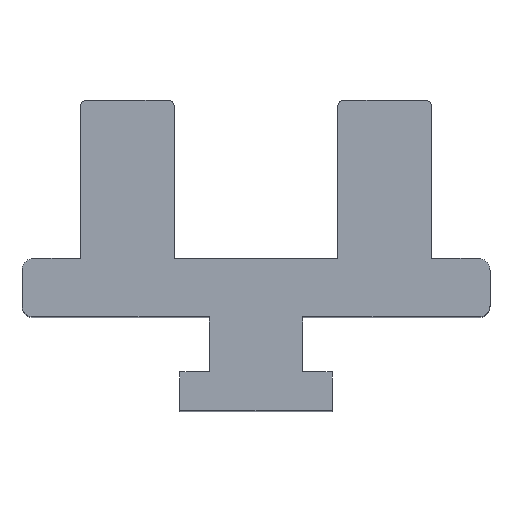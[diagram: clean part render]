
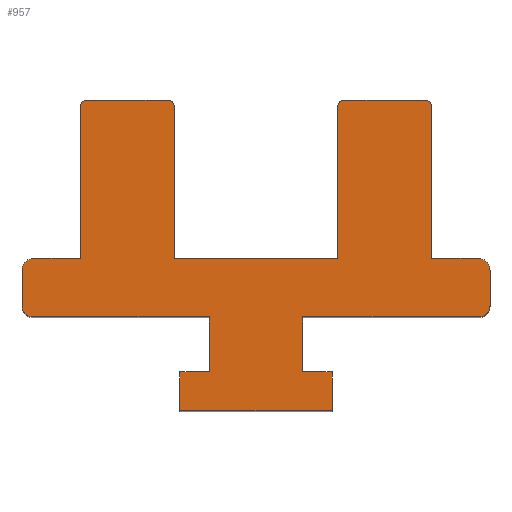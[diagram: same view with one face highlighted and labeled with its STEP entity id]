
A CAD part, top view. The second image highlights one B-rep face of the part: STEP entity #957.
In plain terms, the highlighted planar face has unit normal (0, 0, 1).
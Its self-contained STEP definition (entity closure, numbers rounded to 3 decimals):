
#17=CARTESIAN_POINT('',(7.5,26.5,50.0));
#18=VERTEX_POINT('',#17);
#25=CARTESIAN_POINT('',(14.5,26.5,50.0));
#26=VERTEX_POINT('',#25);
#27=CARTESIAN_POINT('',(14.5,26.5,50.0));
#28=DIRECTION('',(-1.0,0.0,0.0));
#29=VECTOR('',#28,7.);
#30=LINE('',#27,#29);
#31=EDGE_CURVE('',#26,#18,#30,.T.);
#56=CARTESIAN_POINT('',(7.,26.,50.0));
#57=VERTEX_POINT('',#56);
#64=CARTESIAN_POINT('',(7.5,26.,50.0));
#65=DIRECTION('',(0.0,0.0,1.0));
#66=DIRECTION('',(1.0,0.0,0.0));
#67=AXIS2_PLACEMENT_3D('',#64,#65,#66);
#68=CIRCLE('',#67,0.5);
#69=EDGE_CURVE('',#18,#57,#68,.T.);
#88=CARTESIAN_POINT('',(7.,13.,50.0));
#89=VERTEX_POINT('',#88);
#96=CARTESIAN_POINT('',(7.,26.,50.0));
#97=DIRECTION('',(0.0,-1.0,0.0));
#98=VECTOR('',#97,13.);
#99=LINE('',#96,#98);
#100=EDGE_CURVE('',#57,#89,#99,.T.);
#119=CARTESIAN_POINT('',(-7.,13.,50.0));
#120=VERTEX_POINT('',#119);
#127=CARTESIAN_POINT('',(7.,13.,50.0));
#128=DIRECTION('',(-1.0,0.0,0.0));
#129=VECTOR('',#128,14.);
#130=LINE('',#127,#129);
#131=EDGE_CURVE('',#89,#120,#130,.T.);
#150=CARTESIAN_POINT('',(-7.,26.,50.0));
#151=VERTEX_POINT('',#150);
#158=CARTESIAN_POINT('',(-7.,13.,50.0));
#159=DIRECTION('',(0.0,1.0,0.0));
#160=VECTOR('',#159,13.);
#161=LINE('',#158,#160);
#162=EDGE_CURVE('',#120,#151,#161,.T.);
#182=CARTESIAN_POINT('',(-7.5,26.5,50.0));
#183=VERTEX_POINT('',#182);
#190=CARTESIAN_POINT('',(-7.5,26.,50.0));
#191=DIRECTION('',(0.0,0.0,1.0));
#192=DIRECTION('',(1.0,0.0,0.0));
#193=AXIS2_PLACEMENT_3D('',#190,#191,#192);
#194=CIRCLE('',#193,0.5);
#195=EDGE_CURVE('',#151,#183,#194,.T.);
#214=CARTESIAN_POINT('',(-14.5,26.5,50.0));
#215=VERTEX_POINT('',#214);
#222=CARTESIAN_POINT('',(-7.5,26.5,50.0));
#223=DIRECTION('',(-1.0,0.0,0.0));
#224=VECTOR('',#223,7.);
#225=LINE('',#222,#224);
#226=EDGE_CURVE('',#183,#215,#225,.T.);
#246=CARTESIAN_POINT('',(-15.,26.,50.0));
#247=VERTEX_POINT('',#246);
#254=CARTESIAN_POINT('',(-14.5,26.,50.0));
#255=DIRECTION('',(0.0,0.0,1.0));
#256=DIRECTION('',(1.0,0.0,0.0));
#257=AXIS2_PLACEMENT_3D('',#254,#255,#256);
#258=CIRCLE('',#257,0.5);
#259=EDGE_CURVE('',#215,#247,#258,.T.);
#278=CARTESIAN_POINT('',(-15.,13.,50.0));
#279=VERTEX_POINT('',#278);
#286=CARTESIAN_POINT('',(-15.,26.,50.0));
#287=DIRECTION('',(0.0,-1.0,0.0));
#288=VECTOR('',#287,13.);
#289=LINE('',#286,#288);
#290=EDGE_CURVE('',#247,#279,#289,.T.);
#309=CARTESIAN_POINT('',(-19.,13.,50.0));
#310=VERTEX_POINT('',#309);
#317=CARTESIAN_POINT('',(-15.,13.,50.0));
#318=DIRECTION('',(-1.0,0.0,0.0));
#319=VECTOR('',#318,4.);
#320=LINE('',#317,#319);
#321=EDGE_CURVE('',#279,#310,#320,.T.);
#341=CARTESIAN_POINT('',(-20.,12.,50.0));
#342=VERTEX_POINT('',#341);
#349=CARTESIAN_POINT('',(-19.,12.,50.0));
#350=DIRECTION('',(0.0,0.0,1.0));
#351=DIRECTION('',(1.0,0.0,0.0));
#352=AXIS2_PLACEMENT_3D('',#349,#350,#351);
#353=CIRCLE('',#352,1.);
#354=EDGE_CURVE('',#310,#342,#353,.T.);
#373=CARTESIAN_POINT('',(-20.,9.,50.0));
#374=VERTEX_POINT('',#373);
#381=CARTESIAN_POINT('',(-20.,12.,50.0));
#382=DIRECTION('',(0.0,-1.0,0.0));
#383=VECTOR('',#382,3.);
#384=LINE('',#381,#383);
#385=EDGE_CURVE('',#342,#374,#384,.T.);
#405=CARTESIAN_POINT('',(-19.,8.,50.0));
#406=VERTEX_POINT('',#405);
#413=CARTESIAN_POINT('',(-19.,9.,50.0));
#414=DIRECTION('',(0.0,0.0,1.0));
#415=DIRECTION('',(1.0,0.0,0.0));
#416=AXIS2_PLACEMENT_3D('',#413,#414,#415);
#417=CIRCLE('',#416,1.);
#418=EDGE_CURVE('',#374,#406,#417,.T.);
#437=CARTESIAN_POINT('',(-4.,8.,50.0));
#438=VERTEX_POINT('',#437);
#445=CARTESIAN_POINT('',(-19.,8.,50.0));
#446=DIRECTION('',(1.0,0.0,0.0));
#447=VECTOR('',#446,15.);
#448=LINE('',#445,#447);
#449=EDGE_CURVE('',#406,#438,#448,.T.);
#468=CARTESIAN_POINT('',(-4.,3.3,50.0));
#469=VERTEX_POINT('',#468);
#476=CARTESIAN_POINT('',(-4.,8.,50.0));
#477=DIRECTION('',(0.0,-1.0,0.0));
#478=VECTOR('',#477,4.7);
#479=LINE('',#476,#478);
#480=EDGE_CURVE('',#438,#469,#479,.T.);
#499=CARTESIAN_POINT('',(-6.5,3.3,50.0));
#500=VERTEX_POINT('',#499);
#507=CARTESIAN_POINT('',(-4.,3.3,50.0));
#508=DIRECTION('',(-1.0,0.0,0.0));
#509=VECTOR('',#508,2.5);
#510=LINE('',#507,#509);
#511=EDGE_CURVE('',#469,#500,#510,.T.);
#530=CARTESIAN_POINT('',(-6.5,0.0,50.0));
#531=VERTEX_POINT('',#530);
#538=CARTESIAN_POINT('',(-6.5,3.3,50.0));
#539=DIRECTION('',(0.0,-1.0,0.0));
#540=VECTOR('',#539,3.3);
#541=LINE('',#538,#540);
#542=EDGE_CURVE('',#500,#531,#541,.T.);
#561=CARTESIAN_POINT('',(6.5,0.0,50.0));
#562=VERTEX_POINT('',#561);
#569=CARTESIAN_POINT('',(-6.5,0.0,50.0));
#570=DIRECTION('',(1.0,0.0,0.0));
#571=VECTOR('',#570,13.);
#572=LINE('',#569,#571);
#573=EDGE_CURVE('',#531,#562,#572,.T.);
#592=CARTESIAN_POINT('',(6.5,3.3,50.0));
#593=VERTEX_POINT('',#592);
#600=CARTESIAN_POINT('',(6.5,0.,50.0));
#601=DIRECTION('',(0.0,1.0,0.0));
#602=VECTOR('',#601,3.3);
#603=LINE('',#600,#602);
#604=EDGE_CURVE('',#562,#593,#603,.T.);
#623=CARTESIAN_POINT('',(4.,3.3,50.0));
#624=VERTEX_POINT('',#623);
#631=CARTESIAN_POINT('',(6.5,3.3,50.0));
#632=DIRECTION('',(-1.0,0.0,0.0));
#633=VECTOR('',#632,2.5);
#634=LINE('',#631,#633);
#635=EDGE_CURVE('',#593,#624,#634,.T.);
#654=CARTESIAN_POINT('',(4.,8.,50.0));
#655=VERTEX_POINT('',#654);
#662=CARTESIAN_POINT('',(4.,3.3,50.0));
#663=DIRECTION('',(0.0,1.0,0.0));
#664=VECTOR('',#663,4.7);
#665=LINE('',#662,#664);
#666=EDGE_CURVE('',#624,#655,#665,.T.);
#685=CARTESIAN_POINT('',(19.,8.,50.0));
#686=VERTEX_POINT('',#685);
#693=CARTESIAN_POINT('',(4.,8.,50.0));
#694=DIRECTION('',(1.0,0.0,0.0));
#695=VECTOR('',#694,15.);
#696=LINE('',#693,#695);
#697=EDGE_CURVE('',#655,#686,#696,.T.);
#717=CARTESIAN_POINT('',(20.,9.,50.0));
#718=VERTEX_POINT('',#717);
#725=CARTESIAN_POINT('',(19.,9.,50.0));
#726=DIRECTION('',(0.0,0.0,1.0));
#727=DIRECTION('',(1.0,0.0,0.0));
#728=AXIS2_PLACEMENT_3D('',#725,#726,#727);
#729=CIRCLE('',#728,1.);
#730=EDGE_CURVE('',#686,#718,#729,.T.);
#749=CARTESIAN_POINT('',(20.,12.,50.0));
#750=VERTEX_POINT('',#749);
#757=CARTESIAN_POINT('',(20.,9.,50.0));
#758=DIRECTION('',(0.0,1.0,0.0));
#759=VECTOR('',#758,3.);
#760=LINE('',#757,#759);
#761=EDGE_CURVE('',#718,#750,#760,.T.);
#781=CARTESIAN_POINT('',(19.,13.,50.0));
#782=VERTEX_POINT('',#781);
#789=CARTESIAN_POINT('',(19.,12.,50.0));
#790=DIRECTION('',(0.0,0.0,1.0));
#791=DIRECTION('',(1.0,0.0,0.0));
#792=AXIS2_PLACEMENT_3D('',#789,#790,#791);
#793=CIRCLE('',#792,1.);
#794=EDGE_CURVE('',#750,#782,#793,.T.);
#813=CARTESIAN_POINT('',(15.,13.,50.0));
#814=VERTEX_POINT('',#813);
#821=CARTESIAN_POINT('',(19.,13.,50.0));
#822=DIRECTION('',(-1.0,0.0,0.0));
#823=VECTOR('',#822,4.);
#824=LINE('',#821,#823);
#825=EDGE_CURVE('',#782,#814,#824,.T.);
#844=CARTESIAN_POINT('',(15.,26.,50.0));
#845=VERTEX_POINT('',#844);
#852=CARTESIAN_POINT('',(15.,13.,50.0));
#853=DIRECTION('',(0.0,1.0,0.0));
#854=VECTOR('',#853,13.);
#855=LINE('',#852,#854);
#856=EDGE_CURVE('',#814,#845,#855,.T.);
#875=CARTESIAN_POINT('',(14.5,26.,50.0));
#876=DIRECTION('',(0.0,0.0,1.0));
#877=DIRECTION('',(1.0,0.0,0.0));
#878=AXIS2_PLACEMENT_3D('',#875,#876,#877);
#879=CIRCLE('',#878,0.5);
#880=EDGE_CURVE('',#845,#26,#879,.T.);
#922=CARTESIAN_POINT('',(-24.,-2.65,50.0));
#923=DIRECTION('',(0.0,0.0,1.0));
#924=DIRECTION('',(1.0,0.0,0.0));
#925=AXIS2_PLACEMENT_3D('',#922,#923,#924);
#926=PLANE('',#925);
#927=ORIENTED_EDGE('',*,*,#31,.T.);
#928=ORIENTED_EDGE('',*,*,#69,.T.);
#929=ORIENTED_EDGE('',*,*,#100,.T.);
#930=ORIENTED_EDGE('',*,*,#131,.T.);
#931=ORIENTED_EDGE('',*,*,#162,.T.);
#932=ORIENTED_EDGE('',*,*,#195,.T.);
#933=ORIENTED_EDGE('',*,*,#226,.T.);
#934=ORIENTED_EDGE('',*,*,#259,.T.);
#935=ORIENTED_EDGE('',*,*,#290,.T.);
#936=ORIENTED_EDGE('',*,*,#321,.T.);
#937=ORIENTED_EDGE('',*,*,#354,.T.);
#938=ORIENTED_EDGE('',*,*,#385,.T.);
#939=ORIENTED_EDGE('',*,*,#418,.T.);
#940=ORIENTED_EDGE('',*,*,#449,.T.);
#941=ORIENTED_EDGE('',*,*,#480,.T.);
#942=ORIENTED_EDGE('',*,*,#511,.T.);
#943=ORIENTED_EDGE('',*,*,#542,.T.);
#944=ORIENTED_EDGE('',*,*,#573,.T.);
#945=ORIENTED_EDGE('',*,*,#604,.T.);
#946=ORIENTED_EDGE('',*,*,#635,.T.);
#947=ORIENTED_EDGE('',*,*,#666,.T.);
#948=ORIENTED_EDGE('',*,*,#697,.T.);
#949=ORIENTED_EDGE('',*,*,#730,.T.);
#950=ORIENTED_EDGE('',*,*,#761,.T.);
#951=ORIENTED_EDGE('',*,*,#794,.T.);
#952=ORIENTED_EDGE('',*,*,#825,.T.);
#953=ORIENTED_EDGE('',*,*,#856,.T.);
#954=ORIENTED_EDGE('',*,*,#880,.T.);
#955=EDGE_LOOP('',(#927,#928,#929,#930,#931,#932,#933,#934,#935,#936,#937,#938,#939,#940,#941,#942,#943,#944,#945,#946,#947,#948,#949,#950,#951,#952,#953,#954));
#956=FACE_OUTER_BOUND('',#955,.T.);
#957=ADVANCED_FACE('',(#956),#926,.T.);
